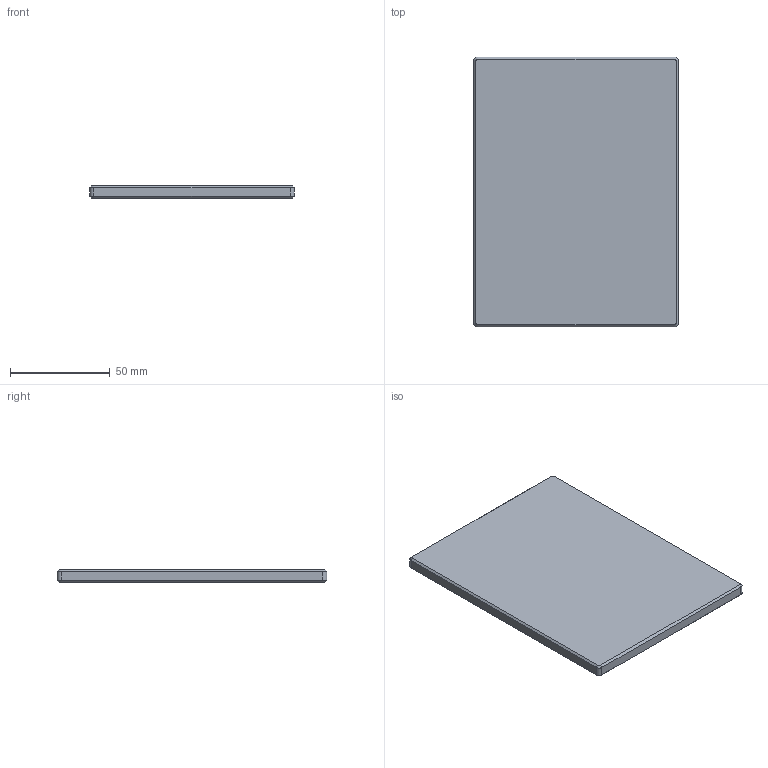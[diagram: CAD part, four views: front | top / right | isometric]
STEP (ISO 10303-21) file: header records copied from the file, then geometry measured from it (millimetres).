
FILE_DESCRIPTION (( 'STEP AP214' ), '1' );
FILE_NAME ('FMWGCOV102-20_3D.step', '2023-10-25T21:09:54', ( '' ), ( '' ), 'SwSTEP 2.0', 'SolidWorks 2022', '' );
FILE_SCHEMA (( 'AUTOMOTIVE_DESIGN' ));
Length unit declared in the file: millimetre
Products named in the file (1): FMWGCOV102-20_3D
Bounding box: 102.43 x 135.1 x 6.5 mm (x, y, z)
Volume: 68800.2 mm3; surface area: 33601.2 mm2
Topology: 1 solids, 1 shells, 48 faces, 116 edges, 72 vertices
Faces by surface type: plane 24, cylinder 16, cone 8
Entity records: 1426 total; most frequent: DIRECTION 254, CARTESIAN_POINT 237, ORIENTED_EDGE 232, EDGE_CURVE 116, AXIS2_PLACEMENT_3D 89, VECTOR 76, LINE 76, VERTEX_POINT 72
